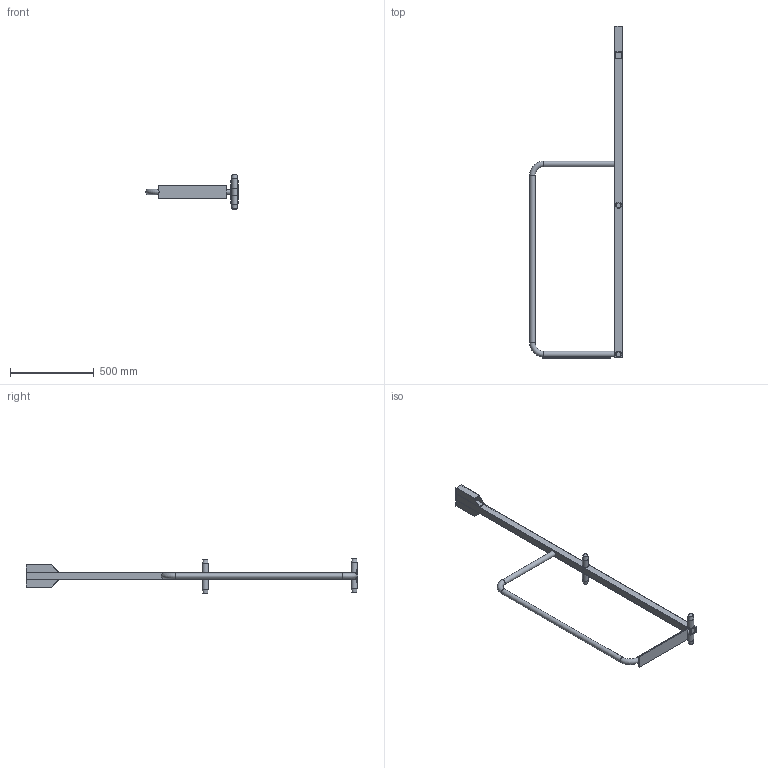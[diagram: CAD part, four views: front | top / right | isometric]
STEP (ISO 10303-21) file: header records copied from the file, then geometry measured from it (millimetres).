
FILE_DESCRIPTION(/* description */ (''),/* implementation_level */ '2;1');
FILE_NAME(/* name */ 'FE-00001.iam.stp',/* time_stamp */ '2018-01-01T11:21:57-08:00',/* author */ ('PhillipD'),/* organization */ (''),/* preprocessor_version */ 'ST-DEVELOPER v16.13',/* originating_system */ 'Autodesk Inventor 2018',/* authorisation */ '');
FILE_SCHEMA (('AUTOMOTIVE_DESIGN { 1 0 10303 214 3 1 1 }'));
Length unit declared in the file: inch
Products named in the file (6): FE-00001; FE-00001-03; FE-00001-04; FE-00001-05; FE-00001-01; FE-00001-02
Assembly tree (7 placements, depth 2):
  FE-00001
    FE-00001-01  x2
    FE-00001-02  x2
    FE-00001-03
    FE-00001-04
    FE-00001-05
Bounding box: 552.45 x 1981.2 x 209.55 mm (x, y, z)
Volume: 2462219.6 mm3; surface area: 1271432.6 mm2
Topology: 7 solids, 7 shells, 66 faces, 150 edges, 98 vertices
Faces by surface type: plane 42, cylinder 16, cone 4, torus 4
Full cylindrical faces by diameter (mm): 9.525 x4, 26.67 x3, 33.401 x3, 36.512 x6
Entity records: 1608 total; most frequent: DIRECTION 252, CARTESIAN_POINT 228, ORIENTED_EDGE 184, AXIS2_PLACEMENT_3D 96, EDGE_LOOP 94, EDGE_CURVE 92, VERTEX_POINT 72, LINE 60
